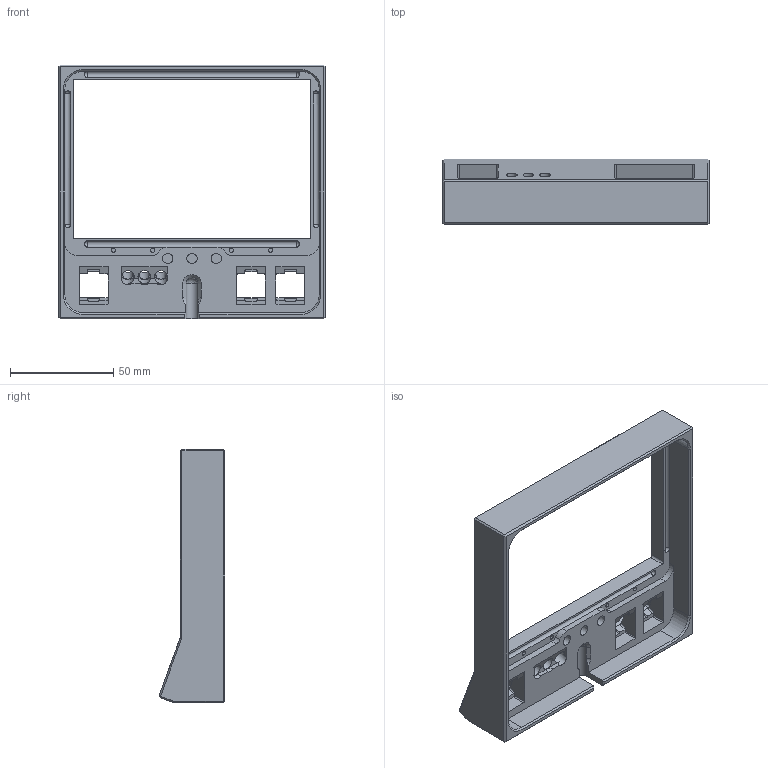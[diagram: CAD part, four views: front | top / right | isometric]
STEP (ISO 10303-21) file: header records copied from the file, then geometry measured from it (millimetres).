
FILE_DESCRIPTION(/* description */ (''),/* implementation_level */ '2;1');
FILE_NAME(/* name */ 'ellipsis_rev2_top_no_plate.step',/* time_stamp */ '2020-11-13T18:13:51+01:00',/* author */ (''),/* organization */ (''),/* preprocessor_version */ 'ST-DEVELOPER v18.1',/* originating_system */ 'Autodesk Translation Framework v9.3.0.1241',/* authorisation */ '');
FILE_SCHEMA (('AUTOMOTIVE_DESIGN { 1 0 10303 214 3 1 1 }'));
Length unit declared in the file: millimetre
Products named in the file (1): top plateless
Bounding box: 129 x 31.8 x 122.74 mm (x, y, z)
Volume: 90731.9 mm3; surface area: 38393.3 mm2
Topology: 1 solids, 1 shells, 224 faces, 593 edges, 369 vertices
Faces by surface type: plane 136, cylinder 72, sphere 9, cone 7
Full cylindrical faces by diameter (mm): 2 x4, 5 x3, 5.1 x3, 6.2 x3
Entity records: 6877 total; most frequent: DIRECTION 1215, CARTESIAN_POINT 1179, ORIENTED_EDGE 1162, EDGE_CURVE 581, AXIS2_PLACEMENT_3D 411, LINE 393, VECTOR 393, VERTEX_POINT 369
